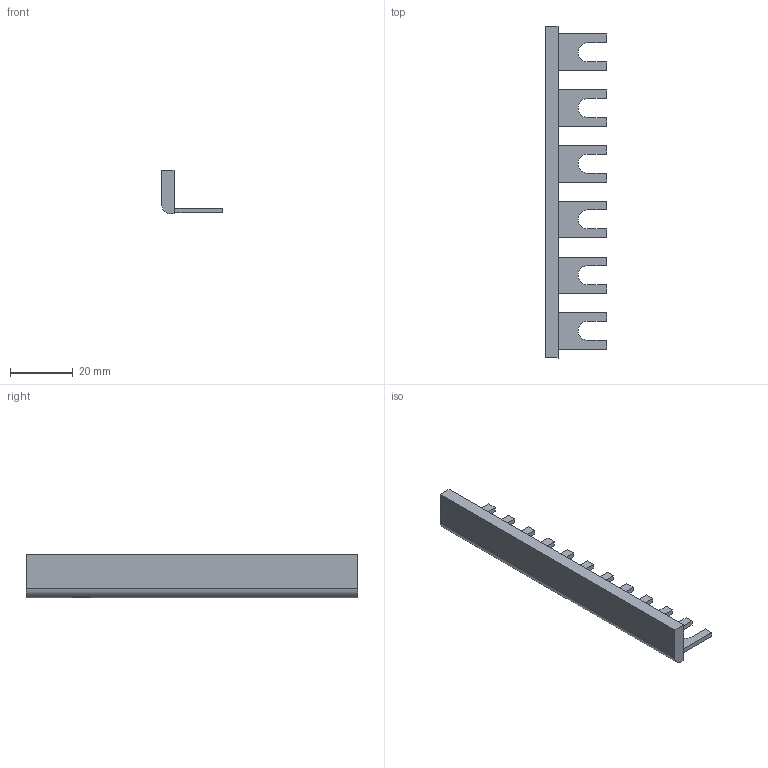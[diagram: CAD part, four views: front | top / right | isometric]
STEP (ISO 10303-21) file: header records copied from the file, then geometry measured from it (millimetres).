
FILE_DESCRIPTION((''),'2;1');
FILE_NAME('PROBAR_NASH_7_ASM','2023-01-24T13:46:16',('sebastjan.kamensek'),('Audax d.o.o.'),'CREO PARAMETRIC BY PTC INC, 2020281','CREO PARAMETRIC BY PTC INC, 2020281','');
FILE_SCHEMA(('AP242_MANAGED_MODEL_BASED_3D_ENGINEERING_MIM_LF { 1 0 10303 442 1 1 4 }'));
Length unit declared in the file: millimetre
Products named in the file (3): PROBAR_BAKER_3; PROBAR_OHISJE_3; PROBAR_NASH_7_ASM
Assembly tree (2 placements, depth 2):
  PROBAR_NASH_7_ASM
    PROBAR_BAKER_3
    PROBAR_OHISJE_3
Bounding box: 19.5 x 106.1 x 14 mm (x, y, z)
Volume: 8347.5 mm3; surface area: 8496.4 mm2
Topology: 2 solids, 2 shells, 90 faces, 258 edges, 172 vertices
Faces by surface type: plane 71, cylinder 19
Entity records: 4245 total; most frequent: CARTESIAN_POINT 532, ORIENTED_EDGE 516, DIRECTION 490, COLOUR_RGB 324, PRESENTATION_STYLE_ASSIGNMENT 260, STYLED_ITEM 260, CURVE_STYLE 258, EDGE_CURVE 258
